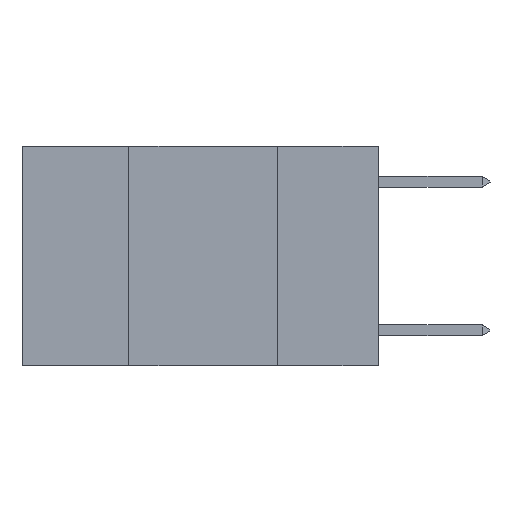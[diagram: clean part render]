
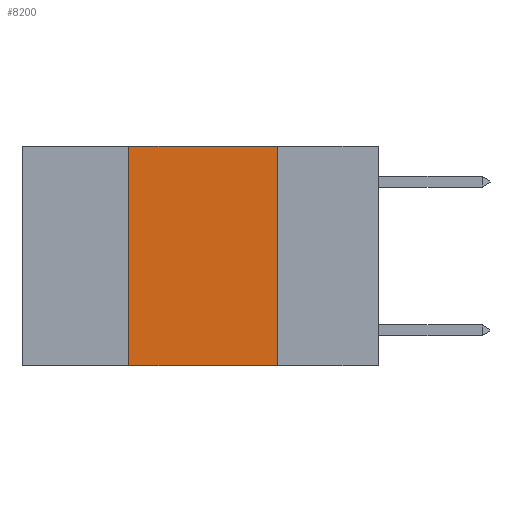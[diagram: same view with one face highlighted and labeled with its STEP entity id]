
A CAD part, left-side view. The second image highlights one B-rep face of the part: STEP entity #8200.
In plain terms, the highlighted planar face has unit normal (-1, 0, 0).
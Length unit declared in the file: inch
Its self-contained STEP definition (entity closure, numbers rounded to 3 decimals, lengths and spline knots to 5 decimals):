
#431 = DIRECTION ( 'NONE',  ( 1., 0., 0. ) ) ;
#789 = ORIENTED_EDGE ( 'NONE', *, *, #4244, .F. ) ;
#1332 = EDGE_CURVE ( 'NONE', #10584, #24808, #16684, .T. ) ;
#1811 = CARTESIAN_POINT ( 'NONE',  ( 0., 0.6, -0.37 ) ) ;
#2321 = CARTESIAN_POINT ( 'NONE',  ( 0., 0.6, 0. ) ) ;
#2773 = LINE ( 'NONE', #14470, #24805 ) ;
#3283 = CARTESIAN_POINT ( 'NONE',  ( 0., 0.17, -0.37 ) ) ;
#3865 = CARTESIAN_POINT ( 'NONE',  ( 0., 0.42, 0. ) ) ;
#4234 = FACE_OUTER_BOUND ( 'NONE', #24563, .T. ) ;
#4244 = EDGE_CURVE ( 'NONE', #8572, #24094, #2773, .T. ) ;
#6595 = VECTOR ( 'NONE', #23094, 39.37008 ) ;
#7425 = CARTESIAN_POINT ( 'NONE',  ( 0., 0.6, 0. ) ) ;
#7683 = ORIENTED_EDGE ( 'NONE', *, *, #15519, .F. ) ;
#8179 = DIRECTION ( 'NONE',  ( 0., 0., -1. ) ) ;
#8200 = ADVANCED_FACE ( 'NONE', ( #4234 ), #19689, .F. ) ;
#8504 = VECTOR ( 'NONE', #19576, 39.37008 ) ;
#8515 = CARTESIAN_POINT ( 'NONE',  ( 0., 0.42, -0.37 ) ) ;
#8572 = VERTEX_POINT ( 'NONE', #9816 ) ;
#9527 = ORIENTED_EDGE ( 'NONE', *, *, #1332, .F. ) ;
#9674 = VECTOR ( 'NONE', #20345, 39.37008 ) ;
#9816 = CARTESIAN_POINT ( 'NONE',  ( 0., 0.17, 0. ) ) ;
#10584 = VERTEX_POINT ( 'NONE', #8515 ) ;
#14470 = CARTESIAN_POINT ( 'NONE',  ( 0., 0.17, 0. ) ) ;
#15510 = LINE ( 'NONE', #1811, #6595 ) ;
#15519 = EDGE_CURVE ( 'NONE', #24808, #8572, #20595, .T. ) ;
#16684 = LINE ( 'NONE', #3865, #8504 ) ;
#18790 = AXIS2_PLACEMENT_3D ( 'NONE', #2321, #431, #8179 ) ;
#19554 = CARTESIAN_POINT ( 'NONE',  ( 0., 0.42, 0. ) ) ;
#19558 = EDGE_CURVE ( 'NONE', #10584, #24094, #15510, .T. ) ;
#19576 = DIRECTION ( 'NONE',  ( 0., 0., 1. ) ) ;
#19689 = PLANE ( 'NONE',  #18790 ) ;
#20345 = DIRECTION ( 'NONE',  ( 0., -1., 0. ) ) ;
#20595 = LINE ( 'NONE', #7425, #9674 ) ;
#23094 = DIRECTION ( 'NONE',  ( 0., -1., 0. ) ) ;
#23690 = DIRECTION ( 'NONE',  ( 0., 0., -1. ) ) ;
#24054 = ORIENTED_EDGE ( 'NONE', *, *, #19558, .T. ) ;
#24094 = VERTEX_POINT ( 'NONE', #3283 ) ;
#24563 = EDGE_LOOP ( 'NONE', ( #789, #7683, #9527, #24054 ) ) ;
#24805 = VECTOR ( 'NONE', #23690, 39.37008 ) ;
#24808 = VERTEX_POINT ( 'NONE', #19554 ) ;
